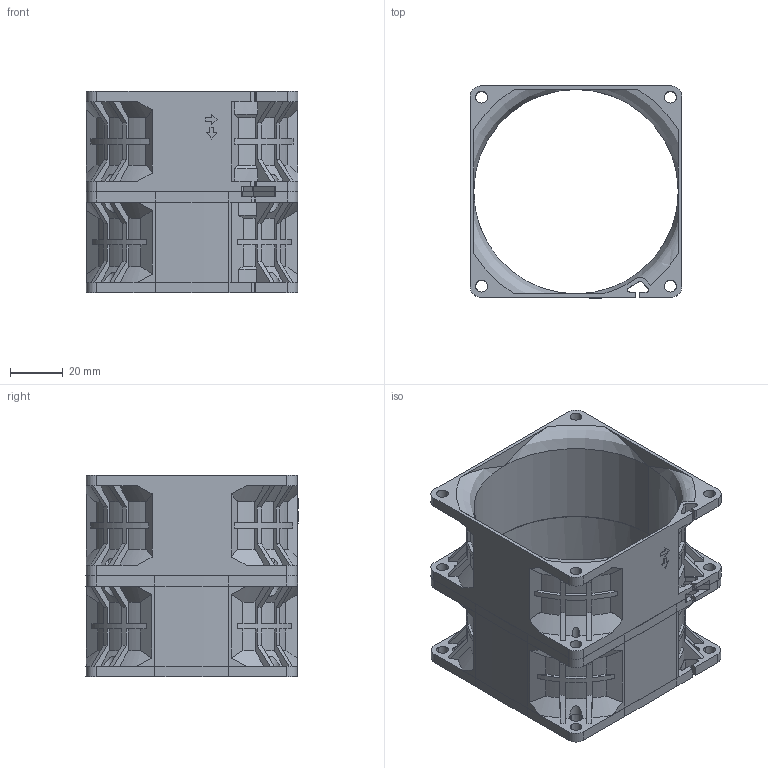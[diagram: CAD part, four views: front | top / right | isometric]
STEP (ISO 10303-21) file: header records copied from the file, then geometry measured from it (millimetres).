
FILE_DESCRIPTION((''),'2;1');
FILE_NAME('ASM0001_ASM','2015-08-20T',('DURANT.QIAN'),(''),'CREO PARAMETRIC BY PTC INC, 2014440','CREO PARAMETRIC BY PTC INC, 2014440','');
FILE_SCHEMA(('CONFIG_CONTROL_DESIGN'));
Length unit declared in the file: millimetre
Products named in the file (3): 4102020300; 4102020400; ASM0001_ASM
Assembly tree (2 placements, depth 2):
  ASM0001_ASM
    4102020300
    4102020400
Bounding box: 80.17 x 80.38 x 76.28 mm (x, y, z)
Volume: 59044.2 mm3; surface area: 54160 mm2
Topology: 2 solids, 2 shells, 597 faces, 1789 edges, 1194 vertices
Faces by surface type: plane 289, cylinder 222, cone 80, torus 6
Entity records: 21439 total; most frequent: CARTESIAN_POINT 5065, ORIENTED_EDGE 3578, DIRECTION 3326, EDGE_CURVE 1789, AXIS2_PLACEMENT_3D 1212, VERTEX_POINT 1194, VECTOR 902, LINE 902
